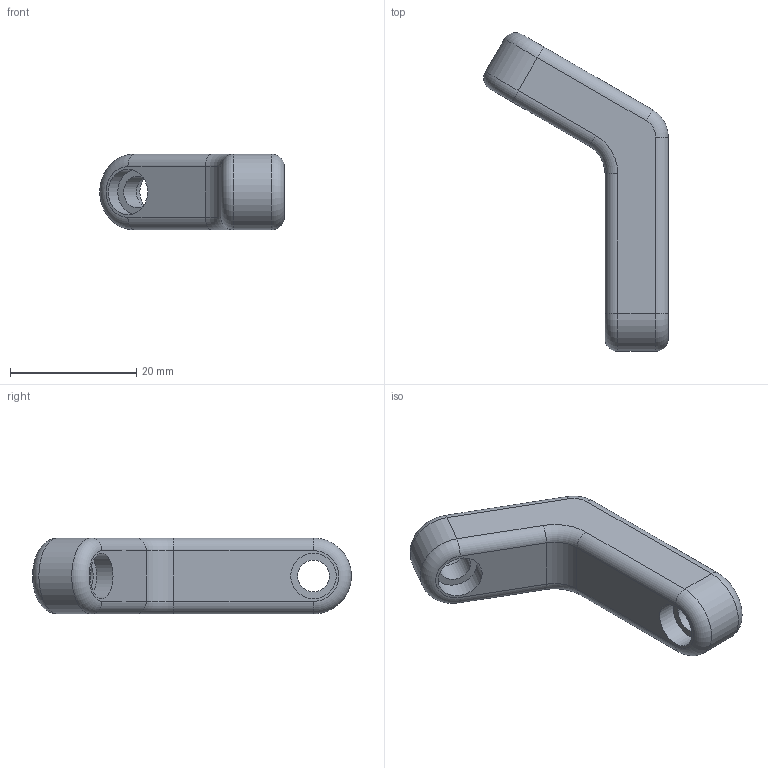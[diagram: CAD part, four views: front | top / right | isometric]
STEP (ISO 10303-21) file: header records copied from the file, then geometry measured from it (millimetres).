
FILE_DESCRIPTION(/* description */ (''),/* implementation_level */ '2;1');
FILE_NAME(/* name */ 'Link2.stp',/* time_stamp */ '2022-08-07T14:56:27+03:00',/* author */ ('zreik'),/* organization */ (''),/* preprocessor_version */ 'ST-DEVELOPER v17',/* originating_system */ 'Autodesk Inventor 2019',/* authorisation */ '');
FILE_SCHEMA (('AUTOMOTIVE_DESIGN { 1 0 10303 214 3 1 1 }'));
Length unit declared in the file: millimetre
Products named in the file (1): Link2
Bounding box: 29.19 x 50.43 x 12 mm (x, y, z)
Volume: 5996 mm3; surface area: 2780.4 mm2
Topology: 1 solids, 1 shells, 36 faces, 75 edges, 45 vertices
Faces by surface type: cylinder 18, plane 10, torus 8
Full cylindrical faces by diameter (mm): 5 x2, 7.2 x4
Entity records: 1011 total; most frequent: DIRECTION 194, CARTESIAN_POINT 157, ORIENTED_EDGE 150, AXIS2_PLACEMENT_3D 82, EDGE_CURVE 75, CIRCLE 45, VERTEX_POINT 45, EDGE_LOOP 44
